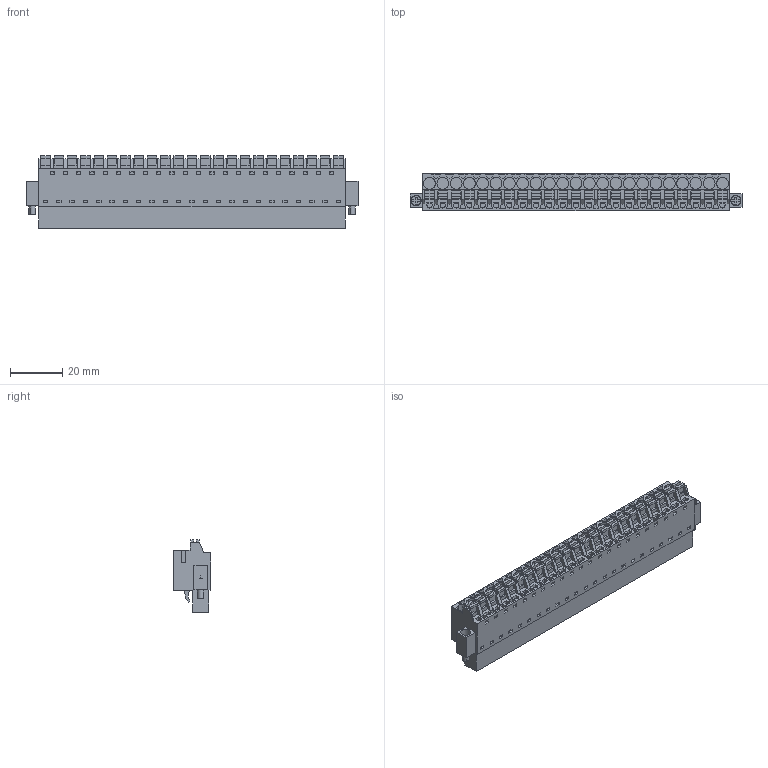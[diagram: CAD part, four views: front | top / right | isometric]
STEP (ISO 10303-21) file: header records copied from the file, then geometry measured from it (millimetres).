
FILE_DESCRIPTION(('CATIA V5 STEP Exchange','CAx-IF Rec.Pracs.--- Model Styling and Organization---1.2---2011-12-15'),'2;1');
FILE_NAME ('D1446540_0_1013320000_1013320000.stp','2017-04-28T12:18:25+00:00',('none'),('Weidmueller'),'CATIA Version 5-6 Release 2014','CATIA V5 STEP AP214','none');
FILE_SCHEMA(('AUTOMOTIVE_DESIGN { 1 0 10303 214 1 1 1 1 }'));
Products named in the file (1): 1013320000
Bounding box: 126.64 x 14.2 x 27.73 mm (x, y, z)
Volume: 27851.2 mm3; surface area: 19140.8 mm2
Topology: 26 solids, 26 shells, 1753 faces, 5054 edges, 3522 vertices
Faces by surface type: plane 1570, cylinder 182, extrusion 1
Entity records: 56626 total; most frequent: CARTESIAN_POINT 11480, ORIENTED_EDGE 10108, DIRECTION 7060, EDGE_CURVE 5054, VECTOR 4681, LINE 4680, VERTEX_POINT 3522, EDGE_LOOP 2014
